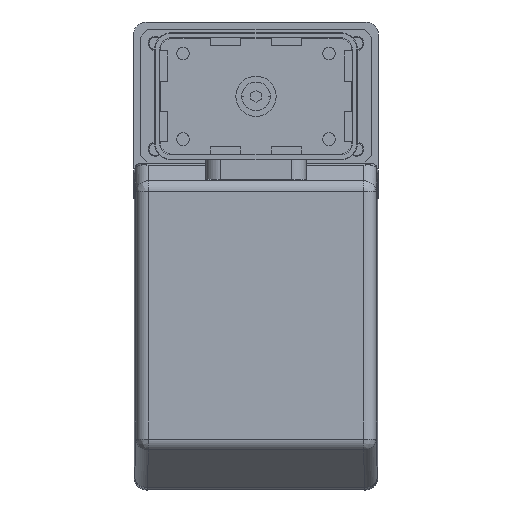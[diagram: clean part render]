
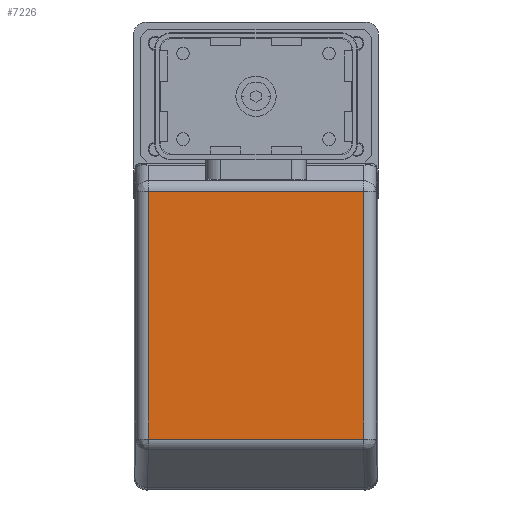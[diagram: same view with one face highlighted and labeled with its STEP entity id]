
A CAD part, front view. The second image highlights one B-rep face of the part: STEP entity #7226.
In plain terms, the highlighted planar face has unit normal (0, -1, 0).
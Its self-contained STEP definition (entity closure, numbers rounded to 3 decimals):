
#2424 = CARTESIAN_POINT ( 'NONE',  ( -42.701, -67., -37.729 ) ) ;
#6336 = VERTEX_POINT ( 'NONE', #2424 ) ;
#7193 = VERTEX_POINT ( 'NONE', #20291 ) ;
#7195 = EDGE_CURVE ( 'NONE', #7196, #7193, #20292, .T. ) ;
#7196 = VERTEX_POINT ( 'NONE', #20272 ) ;
#7226 = ADVANCED_FACE ( 'NONE', ( #20289 ), #20288, .T. ) ;
#7227 = EDGE_LOOP ( 'NONE', ( #7340, #7342, #7228, #7230 ) ) ;
#7228 = ORIENTED_EDGE ( 'NONE', *, *, #7229, .T. ) ;
#7229 = EDGE_CURVE ( 'NONE', #6336, #7196, #20287, .T. ) ;
#7230 = ORIENTED_EDGE ( 'NONE', *, *, #7195, .T. ) ;
#7248 = EDGE_CURVE ( 'NONE', #7256, #6336, #19470, .T. ) ;
#7256 = VERTEX_POINT ( 'NONE', #13770 ) ;
#7340 = ORIENTED_EDGE ( 'NONE', *, *, #7341, .T. ) ;
#7341 = EDGE_CURVE ( 'NONE', #7193, #7256, #14896, .T. ) ;
#7342 = ORIENTED_EDGE ( 'NONE', *, *, #7248, .T. ) ;
#13770 = CARTESIAN_POINT ( 'NONE',  ( 42.701, -67., -37.729 ) ) ;
#14567 = VECTOR ( 'NONE', #14767, 1000. ) ;
#14569 = CARTESIAN_POINT ( 'NONE',  ( 42.701, -67., -86.9 ) ) ;
#14767 = DIRECTION ( 'NONE',  ( 0., 0., 1. ) ) ;
#14896 = LINE ( 'NONE', #14569, #14567 ) ;
#19470 = LINE ( 'NONE', #19605, #19520 ) ;
#19519 = DIRECTION ( 'NONE',  ( -1., 0., 0. ) ) ;
#19520 = VECTOR ( 'NONE', #19519, 1000. ) ;
#19605 = CARTESIAN_POINT ( 'NONE',  ( 0., -67., -37.729 ) ) ;
#20272 = CARTESIAN_POINT ( 'NONE',  ( -42.701, -67., -136.071 ) ) ;
#20280 = DIRECTION ( 'NONE',  ( 0., 0., -1. ) ) ;
#20281 = VECTOR ( 'NONE', #20280, 1000. ) ;
#20282 = CARTESIAN_POINT ( 'NONE',  ( -42.701, -67., -86.9 ) ) ;
#20283 = DIRECTION ( 'NONE',  ( 0., 0., 1. ) ) ;
#20284 = DIRECTION ( 'NONE',  ( 0., -1., 0. ) ) ;
#20285 = CARTESIAN_POINT ( 'NONE',  ( 42.701, -67., -136.071 ) ) ;
#20286 = AXIS2_PLACEMENT_3D ( 'NONE', #20285, #20284, #20283 ) ;
#20287 = LINE ( 'NONE', #20282, #20281 ) ;
#20288 = PLANE ( 'NONE',  #20286 ) ;
#20289 = FACE_OUTER_BOUND ( 'NONE', #7227, .T. ) ;
#20291 = CARTESIAN_POINT ( 'NONE',  ( 42.701, -67., -136.071 ) ) ;
#20292 = LINE ( 'NONE', #20305, #20304 ) ;
#20293 = DIRECTION ( 'NONE',  ( 1., 0., 0. ) ) ;
#20304 = VECTOR ( 'NONE', #20293, 1000. ) ;
#20305 = CARTESIAN_POINT ( 'NONE',  ( 0., -67., -136.071 ) ) ;
